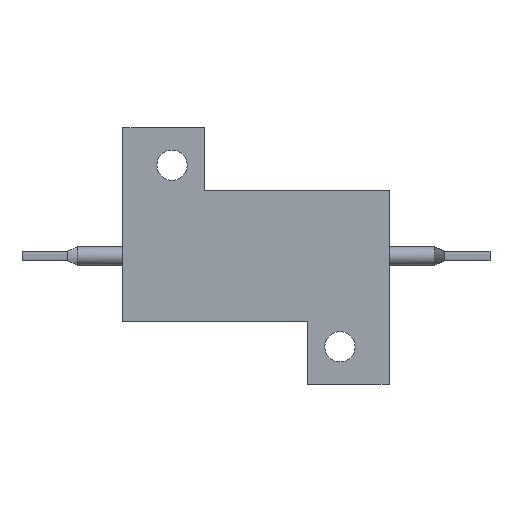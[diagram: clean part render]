
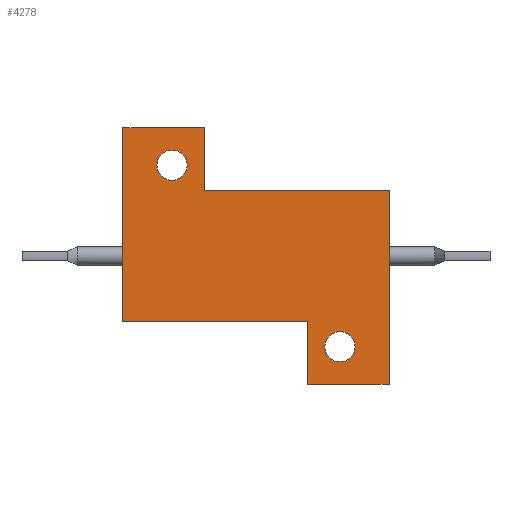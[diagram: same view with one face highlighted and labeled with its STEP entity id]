
A CAD part, front view. The second image highlights one B-rep face of the part: STEP entity #4278.
In plain terms, the highlighted planar face has unit normal (0, -1, 0).
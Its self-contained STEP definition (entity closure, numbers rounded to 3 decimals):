
#113=DIRECTION('',(0.,0.,-1.));
#114=VECTOR('',#113,21.1);
#115=CARTESIAN_POINT('',(-14.5,0.,14.));
#116=LINE('',#115,#114);
#1280=DIRECTION('',(0.,0.,1.));
#1281=VECTOR('',#1280,21.1);
#1282=CARTESIAN_POINT('',(14.5,0.,-14.));
#1283=LINE('',#1282,#1281);
#1816=DIRECTION('',(1.,0.,0.));
#1817=VECTOR('',#1816,20.1);
#1818=CARTESIAN_POINT('',(-14.5,0.,-7.1));
#1819=LINE('',#1818,#1817);
#1858=DIRECTION('',(-1.,0.,0.));
#1859=VECTOR('',#1858,8.9);
#1860=CARTESIAN_POINT('',(14.5,0.,-14.));
#1861=LINE('',#1860,#1859);
#1865=DIRECTION('',(0.,0.,1.));
#1866=VECTOR('',#1865,6.9);
#1867=CARTESIAN_POINT('',(5.6,0.,-14.));
#1868=LINE('',#1867,#1866);
#1872=DIRECTION('',(1.,0.,0.));
#1873=VECTOR('',#1872,8.9);
#1874=CARTESIAN_POINT('',(-14.5,0.,14.));
#1875=LINE('',#1874,#1873);
#1879=DIRECTION('',(0.,0.,-1.));
#1880=VECTOR('',#1879,6.9);
#1881=CARTESIAN_POINT('',(-5.6,0.,14.));
#1882=LINE('',#1881,#1880);
#1886=DIRECTION('',(1.,0.,0.));
#1887=VECTOR('',#1886,20.1);
#1888=CARTESIAN_POINT('',(-5.6,0.,7.1));
#1889=LINE('',#1888,#1887);
#1893=CARTESIAN_POINT('',(9.15,0.,-9.9));
#1894=DIRECTION('',(0.,1.,0.));
#1895=DIRECTION('',(1.,0.,0.));
#1896=AXIS2_PLACEMENT_3D('',#1893,#1894,#1895);
#1901=CARTESIAN_POINT('',(9.15,0.,-9.9));
#1902=DIRECTION('',(0.,1.,0.));
#1903=DIRECTION('',(-1.,0.,0.));
#1904=AXIS2_PLACEMENT_3D('',#1901,#1902,#1903);
#1909=CARTESIAN_POINT('',(-9.15,0.,9.9));
#1910=DIRECTION('',(0.,1.,0.));
#1911=DIRECTION('',(1.,0.,0.));
#1912=AXIS2_PLACEMENT_3D('',#1909,#1910,#1911);
#1917=CARTESIAN_POINT('',(-9.15,0.,9.9));
#1918=DIRECTION('',(0.,1.,0.));
#1919=DIRECTION('',(-1.,0.,0.));
#1920=AXIS2_PLACEMENT_3D('',#1917,#1918,#1919);
#2726=CARTESIAN_POINT('',(-14.5,0.,14.));
#2727=CARTESIAN_POINT('',(-5.6,0.,14.));
#2728=VERTEX_POINT('',#2726);
#2729=VERTEX_POINT('',#2727);
#2730=CARTESIAN_POINT('',(14.5,0.,-14.));
#2731=CARTESIAN_POINT('',(5.6,0.,-14.));
#2732=VERTEX_POINT('',#2730);
#2733=VERTEX_POINT('',#2731);
#2742=CARTESIAN_POINT('',(14.5,0.,7.1));
#2743=VERTEX_POINT('',#2742);
#2744=CARTESIAN_POINT('',(-5.6,0.,7.1));
#2745=VERTEX_POINT('',#2744);
#2746=CARTESIAN_POINT('',(-14.5,0.,-7.1));
#2747=CARTESIAN_POINT('',(5.6,0.,-7.1));
#2748=VERTEX_POINT('',#2746);
#2749=VERTEX_POINT('',#2747);
#2788=CARTESIAN_POINT('',(10.8,0.,-9.9));
#2789=CARTESIAN_POINT('',(7.5,0.,-9.9));
#2790=VERTEX_POINT('',#2788);
#2791=VERTEX_POINT('',#2789);
#2792=CARTESIAN_POINT('',(-7.5,0.,9.9));
#2793=CARTESIAN_POINT('',(-10.8,0.,9.9));
#2794=VERTEX_POINT('',#2792);
#2795=VERTEX_POINT('',#2793);
#4248=CARTESIAN_POINT('',(-14.5,0.,7.1));
#4249=DIRECTION('',(0.,-1.,0.));
#4250=DIRECTION('',(0.,0.,-1.));
#4251=AXIS2_PLACEMENT_3D('',#4248,#4249,#4250);
#4252=PLANE('',#4251);
#4253=ORIENTED_EDGE('',*,*,#3763,.F.);
#4255=ORIENTED_EDGE('',*,*,#4254,.T.);
#4256=ORIENTED_EDGE('',*,*,#4240,.T.);
#4257=ORIENTED_EDGE('',*,*,#4202,.F.);
#4258=ORIENTED_EDGE('',*,*,#3173,.F.);
#4260=ORIENTED_EDGE('',*,*,#4259,.T.);
#4262=ORIENTED_EDGE('',*,*,#4261,.T.);
#4263=ORIENTED_EDGE('',*,*,#4060,.T.);
#4264=EDGE_LOOP('',(#4253,#4255,#4256,#4257,#4258,#4260,#4262,#4263));
#4265=FACE_OUTER_BOUND('',#4264,.F.);
#4267=ORIENTED_EDGE('',*,*,#4266,.F.);
#4269=ORIENTED_EDGE('',*,*,#4268,.F.);
#4270=EDGE_LOOP('',(#4267,#4269));
#4271=FACE_BOUND('',#4270,.F.);
#4273=ORIENTED_EDGE('',*,*,#4272,.F.);
#4275=ORIENTED_EDGE('',*,*,#4274,.F.);
#4276=EDGE_LOOP('',(#4273,#4275));
#4277=FACE_BOUND('',#4276,.F.);
#4278=ADVANCED_FACE('',(#4265,#4271,#4277),#4252,.T.);
#1897=CIRCLE('',#1896,1.65);
#1905=CIRCLE('',#1904,1.65);
#1913=CIRCLE('',#1912,1.65);
#1921=CIRCLE('',#1920,1.65);
#3173=EDGE_CURVE('',#2728,#2748,#116,.T.);
#3763=EDGE_CURVE('',#2732,#2743,#1283,.T.);
#4060=EDGE_CURVE('',#2745,#2743,#1889,.T.);
#4202=EDGE_CURVE('',#2748,#2749,#1819,.T.);
#4240=EDGE_CURVE('',#2733,#2749,#1868,.T.);
#4254=EDGE_CURVE('',#2732,#2733,#1861,.T.);
#4259=EDGE_CURVE('',#2728,#2729,#1875,.T.);
#4261=EDGE_CURVE('',#2729,#2745,#1882,.T.);
#4266=EDGE_CURVE('',#2790,#2791,#1897,.T.);
#4268=EDGE_CURVE('',#2791,#2790,#1905,.T.);
#4272=EDGE_CURVE('',#2794,#2795,#1913,.T.);
#4274=EDGE_CURVE('',#2795,#2794,#1921,.T.);
